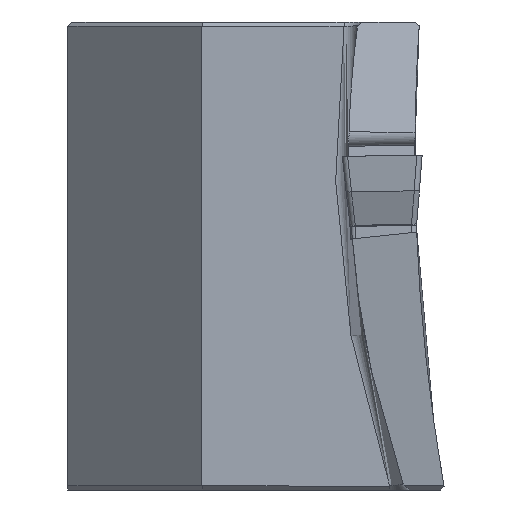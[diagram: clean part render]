
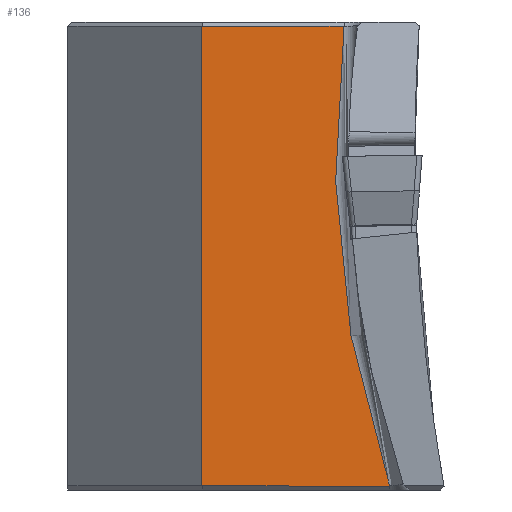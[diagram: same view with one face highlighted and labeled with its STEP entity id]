
A CAD part, left-side view. The second image highlights one B-rep face of the part: STEP entity #136.
In plain terms, the highlighted planar face has unit normal (-1, 0, 0).
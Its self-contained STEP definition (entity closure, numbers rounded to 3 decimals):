
#80=CIRCLE('',#1357,76.);
#136=ADVANCED_FACE('',(#253),#205,.F.);
#205=PLANE('',#1358);
#253=FACE_OUTER_BOUND('',#324,.T.);
#324=EDGE_LOOP('',(#480,#481,#482,#483));
#480=ORIENTED_EDGE('',*,*,#960,.T.);
#481=ORIENTED_EDGE('',*,*,#961,.T.);
#482=ORIENTED_EDGE('',*,*,#962,.T.);
#483=ORIENTED_EDGE('',*,*,#963,.T.);
#829=VERTEX_POINT('',#1983);
#830=VERTEX_POINT('',#1984);
#831=VERTEX_POINT('',#1986);
#832=VERTEX_POINT('',#1988);
#960=EDGE_CURVE('',#829,#830,#80,.T.);
#961=EDGE_CURVE('',#830,#831,#1128,.T.);
#962=EDGE_CURVE('',#831,#832,#1129,.T.);
#963=EDGE_CURVE('',#832,#829,#1130,.T.);
#1128=LINE('',#1985,#1249);
#1129=LINE('',#1987,#1250);
#1130=LINE('',#1989,#1251);
#1249=VECTOR('',#1544,1.);
#1250=VECTOR('',#1545,1.);
#1251=VECTOR('',#1546,1.);
#1357=AXIS2_PLACEMENT_3D('',#1982,#1542,#1543);
#1358=AXIS2_PLACEMENT_3D('',#1990,#1547,#1548);
#1542=DIRECTION('',(1.,0.,0.));
#1543=DIRECTION('',(0.,0.,-1.));
#1544=DIRECTION('',(0.,1.,0.));
#1545=DIRECTION('',(0.,0.,-1.));
#1546=DIRECTION('',(0.,-1.,0.));
#1547=DIRECTION('',(1.,0.,0.));
#1548=DIRECTION('',(0.,0.,-1.));
#1982=CARTESIAN_POINT('',(36.,-96.,-0.2));
#1983=CARTESIAN_POINT('',(36.,-24.058,-24.702));
#1984=CARTESIAN_POINT('',(36.,-20.648,9.7));
#1985=CARTESIAN_POINT('',(36.,-96.,9.7));
#1986=CARTESIAN_POINT('',(36.,-10.,9.7));
#1987=CARTESIAN_POINT('',(36.,-10.,10.));
#1988=CARTESIAN_POINT('',(36.,-10.,-24.7));
#1989=CARTESIAN_POINT('',(36.,-96.,-24.7));
#1990=CARTESIAN_POINT('',(36.,-96.,-0.2));
